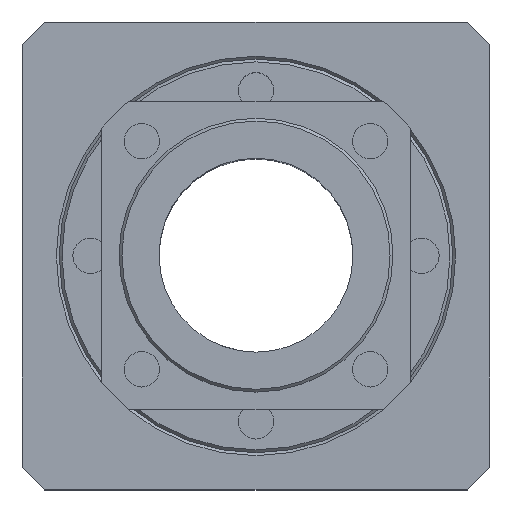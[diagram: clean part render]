
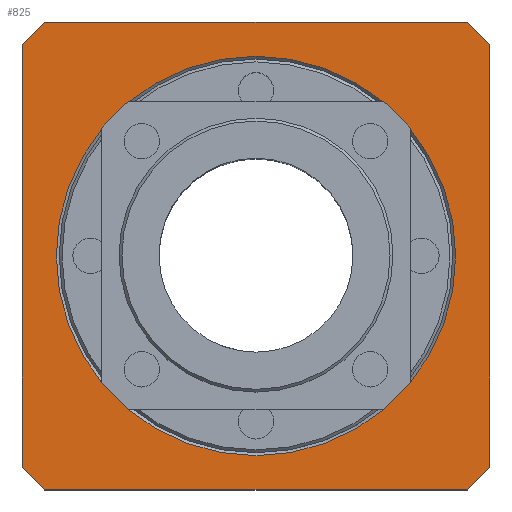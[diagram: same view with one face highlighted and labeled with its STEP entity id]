
A CAD part, top view. The second image highlights one B-rep face of the part: STEP entity #825.
In plain terms, the highlighted planar face has unit normal (0, 0, 1).
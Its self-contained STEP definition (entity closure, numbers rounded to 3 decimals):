
#29=LINE($,#1594,#69);
#30=LINE($,#1596,#70);
#31=LINE($,#1598,#71);
#32=LINE($,#1600,#72);
#33=LINE($,#1602,#73);
#34=LINE($,#1604,#74);
#35=LINE($,#1606,#75);
#36=LINE($,#1607,#76);
#69=VECTOR($,#1100,5.657);
#70=VECTOR($,#1101,74.);
#71=VECTOR($,#1102,5.657);
#72=VECTOR($,#1103,74.);
#73=VECTOR($,#1104,5.657);
#74=VECTOR($,#1105,74.);
#75=VECTOR($,#1106,5.657);
#76=VECTOR($,#1107,74.);
#119=PLANE($,#916);
#181=FACE_BOUND($,#313,.T.);
#219=FACE_OUTER_BOUND($,#312,.T.);
#312=EDGE_LOOP($,(#655,#656,#657,#658,#659,#660,#661,#662));
#313=EDGE_LOOP($,(#663));
#369=CIRCLE($,#915,35.);
#426=VERTEX_POINT($,#1589);
#427=VERTEX_POINT($,#1592);
#428=VERTEX_POINT($,#1593);
#429=VERTEX_POINT($,#1595);
#430=VERTEX_POINT($,#1597);
#431=VERTEX_POINT($,#1599);
#432=VERTEX_POINT($,#1601);
#433=VERTEX_POINT($,#1603);
#434=VERTEX_POINT($,#1605);
#507=EDGE_CURVE($,#426,#426,#369,.T.);
#508=EDGE_CURVE($,#427,#428,#29,.T.);
#509=EDGE_CURVE($,#429,#427,#30,.T.);
#510=EDGE_CURVE($,#430,#429,#31,.T.);
#511=EDGE_CURVE($,#431,#430,#32,.T.);
#512=EDGE_CURVE($,#432,#431,#33,.T.);
#513=EDGE_CURVE($,#433,#432,#34,.T.);
#514=EDGE_CURVE($,#434,#433,#35,.T.);
#515=EDGE_CURVE($,#428,#434,#36,.T.);
#655=ORIENTED_EDGE($,*,*,#508,.F.);
#656=ORIENTED_EDGE($,*,*,#509,.F.);
#657=ORIENTED_EDGE($,*,*,#510,.F.);
#658=ORIENTED_EDGE($,*,*,#511,.F.);
#659=ORIENTED_EDGE($,*,*,#512,.F.);
#660=ORIENTED_EDGE($,*,*,#513,.F.);
#661=ORIENTED_EDGE($,*,*,#514,.F.);
#662=ORIENTED_EDGE($,*,*,#515,.F.);
#663=ORIENTED_EDGE($,*,*,#507,.F.);
#825=ADVANCED_FACE($,(#219,#181),#119,.T.);
#915=AXIS2_PLACEMENT_3D($,#1590,#1096,#1097);
#916=AXIS2_PLACEMENT_3D($,#1591,#1098,#1099);
#1096=DIRECTION('center_axis',(0.,0.,1.));
#1097=DIRECTION('ref_axis',(-1.,0.,0.));
#1098=DIRECTION('center_axis',(0.,0.,1.));
#1099=DIRECTION('ref_axis',(1.,0.,0.));
#1100=DIRECTION($,(-0.707,-0.707,0.));
#1101=DIRECTION($,(0.,-1.,0.));
#1102=DIRECTION($,(0.707,-0.707,0.));
#1103=DIRECTION($,(1.,0.,0.));
#1104=DIRECTION($,(0.707,0.707,0.));
#1105=DIRECTION($,(0.,1.,0.));
#1106=DIRECTION($,(-0.707,0.707,0.));
#1107=DIRECTION($,(-1.,0.,0.));
#1589=CARTESIAN_POINT('',(35.,0.,13.));
#1590=CARTESIAN_POINT('Origin',(0.,0.,13.));
#1591=CARTESIAN_POINT('Origin',(0.,0.,13.));
#1592=CARTESIAN_POINT('',(41.,-37.,13.));
#1593=CARTESIAN_POINT('',(37.,-41.,13.));
#1594=CARTESIAN_POINT($,(39.,-39.,13.));
#1595=CARTESIAN_POINT('',(41.,37.,13.));
#1596=CARTESIAN_POINT($,(41.,41.,13.));
#1597=CARTESIAN_POINT('',(37.,41.,13.));
#1598=CARTESIAN_POINT($,(39.,39.,13.));
#1599=CARTESIAN_POINT('',(-37.,41.,13.));
#1600=CARTESIAN_POINT($,(-41.,41.,13.));
#1601=CARTESIAN_POINT('',(-41.,37.,13.));
#1602=CARTESIAN_POINT($,(-39.,39.,13.));
#1603=CARTESIAN_POINT('',(-41.,-37.,13.));
#1604=CARTESIAN_POINT($,(-41.,-41.,13.));
#1605=CARTESIAN_POINT('',(-37.,-41.,13.));
#1606=CARTESIAN_POINT($,(-39.,-39.,13.));
#1607=CARTESIAN_POINT($,(41.,-41.,13.));
